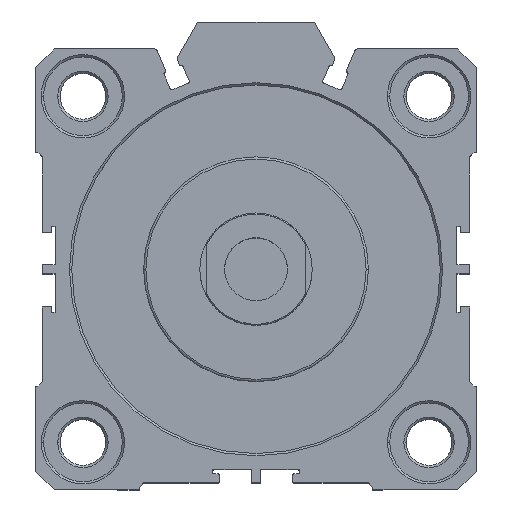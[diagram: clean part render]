
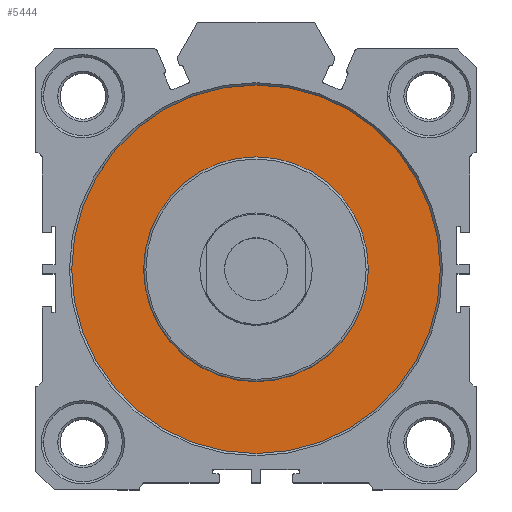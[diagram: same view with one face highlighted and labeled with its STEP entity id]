
A CAD part, top view. The second image highlights one B-rep face of the part: STEP entity #5444.
In plain terms, the highlighted planar face has unit normal (0, 0, 1).
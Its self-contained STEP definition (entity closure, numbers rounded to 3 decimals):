
#90 = CIRCLE ( 'NONE', #2852, 25. ) ;
#165 = AXIS2_PLACEMENT_3D ( 'NONE', #2053, #6512, #2717 ) ;
#271 = CARTESIAN_POINT ( 'NONE',  ( 25., 0., 26.35 ) ) ;
#447 = VERTEX_POINT ( 'NONE', #271 ) ;
#814 = CARTESIAN_POINT ( 'NONE',  ( 41., 0., 26.35 ) ) ;
#928 = VERTEX_POINT ( 'NONE', #2655 ) ;
#1082 = DIRECTION ( 'NONE',  ( 1., 0., 0. ) ) ;
#1347 = EDGE_CURVE ( 'NONE', #4016, #928, #6890, .T. ) ;
#2053 = CARTESIAN_POINT ( 'NONE',  ( 0., 0., 26.35 ) ) ;
#2168 = CIRCLE ( 'NONE', #7288, 41. ) ;
#2369 = AXIS2_PLACEMENT_3D ( 'NONE', #6772, #4873, #1082 ) ;
#2655 = CARTESIAN_POINT ( 'NONE',  ( -41., 0., 26.35 ) ) ;
#2677 = CARTESIAN_POINT ( 'NONE',  ( 0., 0., 26.35 ) ) ;
#2695 = EDGE_LOOP ( 'NONE', ( #5967, #3716 ) ) ;
#2714 = FACE_OUTER_BOUND ( 'NONE', #6238, .T. ) ;
#2717 = DIRECTION ( 'NONE',  ( 1., 0., 0. ) ) ;
#2852 = AXIS2_PLACEMENT_3D ( 'NONE', #6905, #3097, #7525 ) ;
#3097 = DIRECTION ( 'NONE',  ( 0., 0., 1. ) ) ;
#3156 = VERTEX_POINT ( 'NONE', #5547 ) ;
#3289 = FACE_BOUND ( 'NONE', #2695, .T. ) ;
#3299 = ORIENTED_EDGE ( 'NONE', *, *, #3946, .T. ) ;
#3307 = DIRECTION ( 'NONE',  ( 1., 0., 0. ) ) ;
#3653 = DIRECTION ( 'NONE',  ( 0., 0., 1. ) ) ;
#3716 = ORIENTED_EDGE ( 'NONE', *, *, #6186, .F. ) ;
#3946 = EDGE_CURVE ( 'NONE', #928, #4016, #2168, .T. ) ;
#4016 = VERTEX_POINT ( 'NONE', #814 ) ;
#4763 = ORIENTED_EDGE ( 'NONE', *, *, #1347, .T. ) ;
#4873 = DIRECTION ( 'NONE',  ( 0., 0., 1. ) ) ;
#5020 = AXIS2_PLACEMENT_3D ( 'NONE', #7430, #3653, #8064 ) ;
#5444 = ADVANCED_FACE ( 'NONE', ( #3289, #2714 ), #7412, .T. ) ;
#5547 = CARTESIAN_POINT ( 'NONE',  ( -25., 0., 26.35 ) ) ;
#5967 = ORIENTED_EDGE ( 'NONE', *, *, #6775, .F. ) ;
#6170 = CIRCLE ( 'NONE', #165, 25. ) ;
#6186 = EDGE_CURVE ( 'NONE', #447, #3156, #6170, .T. ) ;
#6238 = EDGE_LOOP ( 'NONE', ( #4763, #3299 ) ) ;
#6512 = DIRECTION ( 'NONE',  ( 0., 0., 1. ) ) ;
#6772 = CARTESIAN_POINT ( 'NONE',  ( 0., 0., 26.35 ) ) ;
#6775 = EDGE_CURVE ( 'NONE', #3156, #447, #90, .T. ) ;
#6890 = CIRCLE ( 'NONE', #5020, 41. ) ;
#6905 = CARTESIAN_POINT ( 'NONE',  ( 0., 0., 26.35 ) ) ;
#7101 = DIRECTION ( 'NONE',  ( 0., 0., 1. ) ) ;
#7288 = AXIS2_PLACEMENT_3D ( 'NONE', #2677, #7101, #3307 ) ;
#7412 = PLANE ( 'NONE',  #2369 ) ;
#7430 = CARTESIAN_POINT ( 'NONE',  ( 0., 0., 26.35 ) ) ;
#7525 = DIRECTION ( 'NONE',  ( 1., 0., 0. ) ) ;
#8064 = DIRECTION ( 'NONE',  ( 1., 0., 0. ) ) ;
